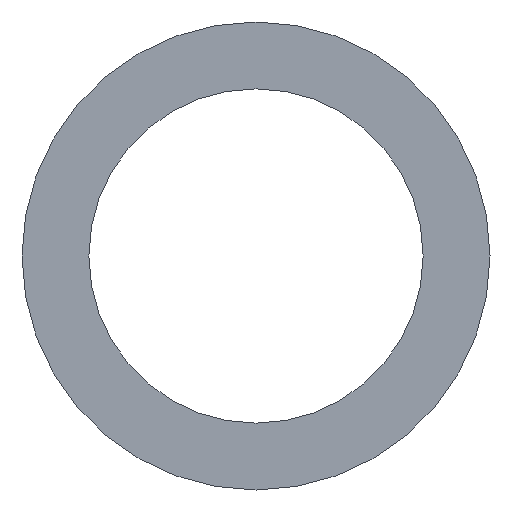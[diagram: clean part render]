
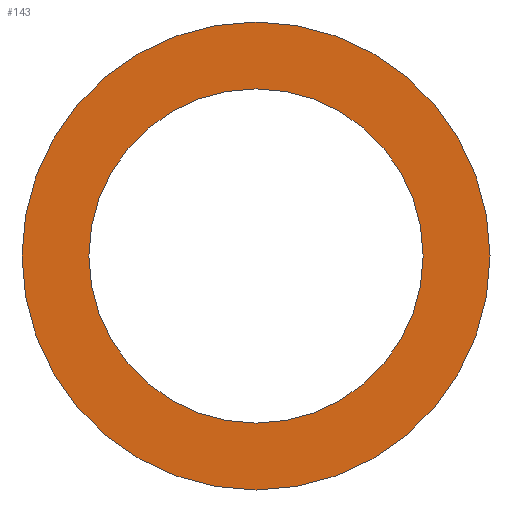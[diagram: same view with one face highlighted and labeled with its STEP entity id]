
A CAD part, front view. The second image highlights one B-rep face of the part: STEP entity #143.
In plain terms, the highlighted planar face has unit normal (0, -1, 0).
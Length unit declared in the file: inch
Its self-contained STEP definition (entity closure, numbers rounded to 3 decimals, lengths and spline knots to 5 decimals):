
#9 = DIRECTION ( 'NONE',  ( 0., 0., 1. ) ) ;
#20 = DIRECTION ( 'NONE',  ( 0., 1., 0. ) ) ;
#30 = CIRCLE ( 'NONE', #173, 0.492 ) ;
#31 = CARTESIAN_POINT ( 'NONE',  ( 0., 0., 0. ) ) ;
#32 = AXIS2_PLACEMENT_3D ( 'NONE', #158, #20, #122 ) ;
#36 = EDGE_LOOP ( 'NONE', ( #65, #141 ) ) ;
#51 = AXIS2_PLACEMENT_3D ( 'NONE', #198, #87, #216 ) ;
#65 = ORIENTED_EDGE ( 'NONE', *, *, #184, .T. ) ;
#69 = DIRECTION ( 'NONE',  ( 0., 0., 1. ) ) ;
#80 = CARTESIAN_POINT ( 'NONE',  ( 0., 0., 0. ) ) ;
#85 = EDGE_LOOP ( 'NONE', ( #137, #118 ) ) ;
#87 = DIRECTION ( 'NONE',  ( 0., 1., 0. ) ) ;
#102 = FACE_BOUND ( 'NONE', #36, .T. ) ;
#117 = CIRCLE ( 'NONE', #249, 0.492 ) ;
#118 = ORIENTED_EDGE ( 'NONE', *, *, #239, .F. ) ;
#122 = DIRECTION ( 'NONE',  ( 0., 0., 1. ) ) ;
#137 = ORIENTED_EDGE ( 'NONE', *, *, #194, .F. ) ;
#140 = FACE_OUTER_BOUND ( 'NONE', #85, .T. ) ;
#141 = ORIENTED_EDGE ( 'NONE', *, *, #248, .T. ) ;
#143 = ADVANCED_FACE ( 'NONE', ( #140, #102 ), #252, .F. ) ;
#147 = CARTESIAN_POINT ( 'NONE',  ( 0., 0., 0.492 ) ) ;
#149 = CIRCLE ( 'NONE', #51, 0.689 ) ;
#154 = DIRECTION ( 'NONE',  ( 0., 1., 0. ) ) ;
#157 = CIRCLE ( 'NONE', #241, 0.689 ) ;
#158 = CARTESIAN_POINT ( 'NONE',  ( 0., 0., 0. ) ) ;
#166 = CARTESIAN_POINT ( 'NONE',  ( 0., 0., 0. ) ) ;
#173 = AXIS2_PLACEMENT_3D ( 'NONE', #80, #154, #225 ) ;
#177 = VERTEX_POINT ( 'NONE', #246 ) ;
#183 = CARTESIAN_POINT ( 'NONE',  ( 0., 0., -0.689 ) ) ;
#184 = EDGE_CURVE ( 'NONE', #207, #189, #30, .T. ) ;
#189 = VERTEX_POINT ( 'NONE', #147 ) ;
#193 = CARTESIAN_POINT ( 'NONE',  ( 0., 0., -0.492 ) ) ;
#194 = EDGE_CURVE ( 'NONE', #226, #177, #149, .T. ) ;
#198 = CARTESIAN_POINT ( 'NONE',  ( 0., 0., 0. ) ) ;
#207 = VERTEX_POINT ( 'NONE', #193 ) ;
#216 = DIRECTION ( 'NONE',  ( 0., 0., 1. ) ) ;
#217 = DIRECTION ( 'NONE',  ( 0., 1., 0. ) ) ;
#219 = DIRECTION ( 'NONE',  ( 0., 1., 0. ) ) ;
#225 = DIRECTION ( 'NONE',  ( 0., 0., 1. ) ) ;
#226 = VERTEX_POINT ( 'NONE', #183 ) ;
#239 = EDGE_CURVE ( 'NONE', #177, #226, #157, .T. ) ;
#241 = AXIS2_PLACEMENT_3D ( 'NONE', #31, #217, #9 ) ;
#246 = CARTESIAN_POINT ( 'NONE',  ( 0., 0., 0.689 ) ) ;
#248 = EDGE_CURVE ( 'NONE', #189, #207, #117, .T. ) ;
#249 = AXIS2_PLACEMENT_3D ( 'NONE', #166, #219, #69 ) ;
#252 = PLANE ( 'NONE',  #32 ) ;
